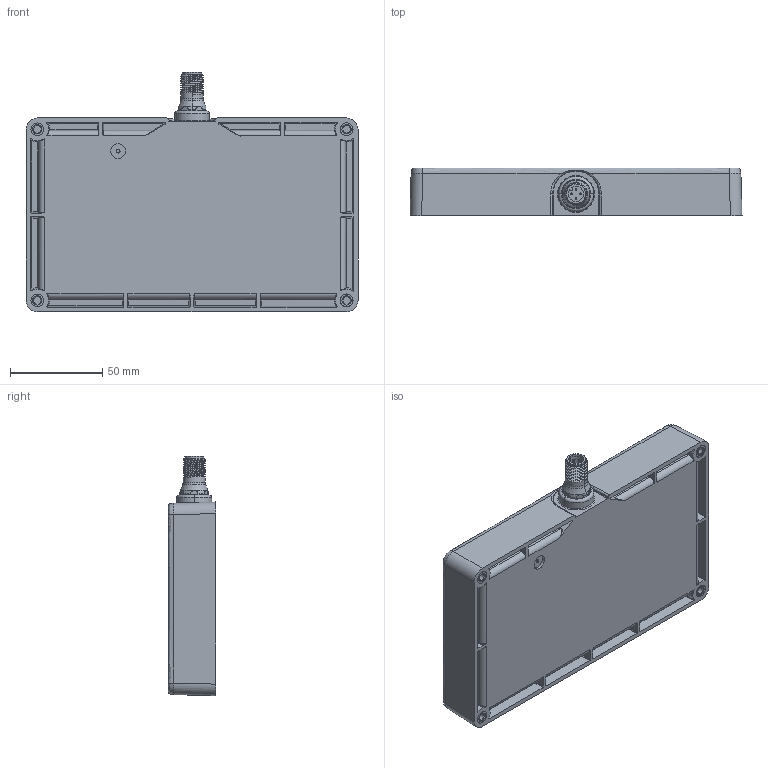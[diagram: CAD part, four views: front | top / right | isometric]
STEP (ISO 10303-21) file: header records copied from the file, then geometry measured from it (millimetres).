
FILE_DESCRIPTION((''),'2;1');
FILE_NAME('157868_SM01_ASM','2023-06-27T09:09:14',('banengservice'),('BANNER ENGINEERING'),'CREO PARAMETRIC BY PTC INC, 2022414','CREO PARAMETRIC BY PTC INC, 2022414','');
FILE_SCHEMA(('CONFIG_CONTROL_DESIGN'));
Length unit declared in the file: inch
Products named in the file (2): 157868_EP01; 157868_SM01_ASM
Assembly tree (1 placements, depth 2):
  157868_SM01_ASM
    157868_EP01
Bounding box: 180.1 x 25.77 x 129.91 mm (x, y, z)
Volume: 444802.1 mm3; surface area: 74232 mm2
Topology: 1 solids, 1 shells, 471 faces, 1095 edges, 662 vertices
Faces by surface type: cylinder 161, plane 104, bspline 101, cone 57, sphere 35, torus 13
Entity records: 22852 total; most frequent: CARTESIAN_POINT 12820, ORIENTED_EDGE 2190, DIRECTION 1914, EDGE_CURVE 1095, AXIS2_PLACEMENT_3D 764, VERTEX_POINT 662, EDGE_LOOP 507, FACE_OUTER_BOUND 471
